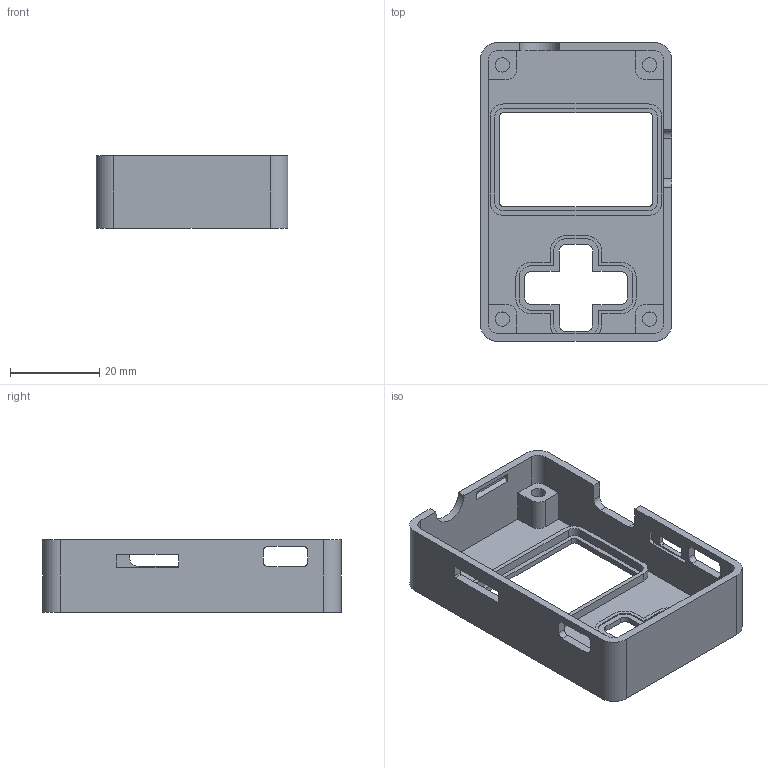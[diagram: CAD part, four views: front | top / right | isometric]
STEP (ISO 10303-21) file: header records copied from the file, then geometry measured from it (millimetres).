
FILE_DESCRIPTION(('FreeCAD Model'),'2;1');
FILE_NAME('Open CASCADE Shape Model','2024-01-20T13:56:11',(''),(''), 'Open CASCADE STEP processor 7.6','FreeCAD','Unknown');
FILE_SCHEMA(('AUTOMOTIVE_DESIGN { 1 0 10303 214 1 1 1 1 }'));
Length unit declared in the file: millimetre
Products named in the file (1): Pad006
Bounding box: 43 x 67 x 16.25 mm (x, y, z)
Volume: 8687.5 mm3; surface area: 10948.9 mm2
Topology: 1 solids, 1 shells, 191 faces, 584 edges, 408 vertices
Faces by surface type: plane 116, cylinder 75
Full cylindrical faces by diameter (mm): 3.2 x4
Entity records: 6688 total; most frequent: CARTESIAN_POINT 1184, ORIENTED_EDGE 1168, DIRECTION 1142, EDGE_CURVE 584, LINE 410, VECTOR 410, VERTEX_POINT 408, AXIS2_PLACEMENT_3D 366
